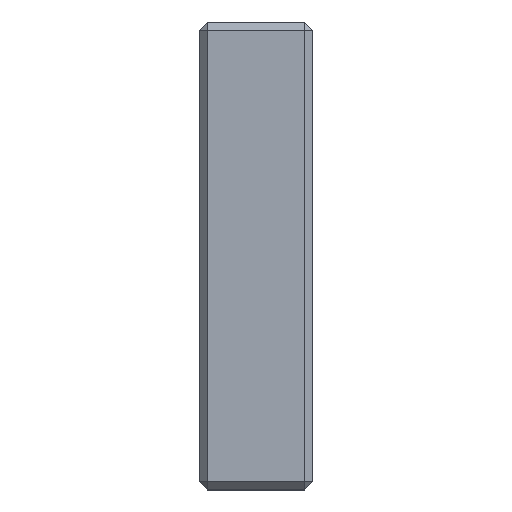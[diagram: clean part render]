
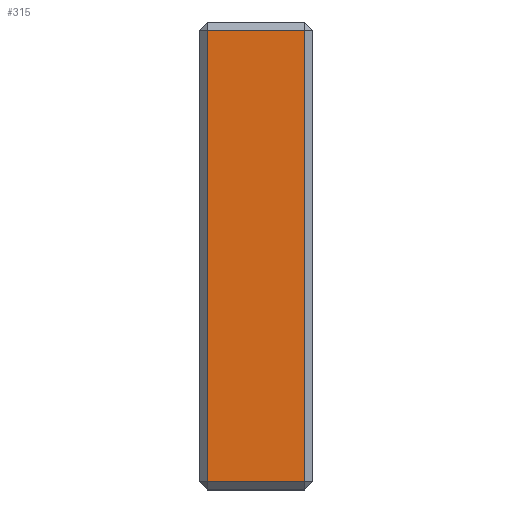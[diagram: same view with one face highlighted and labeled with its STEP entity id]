
A CAD part, left-side view. The second image highlights one B-rep face of the part: STEP entity #315.
In plain terms, the highlighted planar face has unit normal (-1, 0, 0).
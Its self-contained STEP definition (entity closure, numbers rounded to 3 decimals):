
#118 = VECTOR ( 'NONE', #744, 1000. ) ;
#315 = ADVANCED_FACE ( 'NONE', ( #2030 ), #1869, .F. ) ;
#478 = CARTESIAN_POINT ( 'NONE',  ( -270., -12., 57.5 ) ) ;
#513 = ORIENTED_EDGE ( 'NONE', *, *, #1812, .T. ) ;
#611 = ORIENTED_EDGE ( 'NONE', *, *, #2079, .T. ) ;
#664 = VECTOR ( 'NONE', #924, 1000. ) ;
#744 = DIRECTION ( 'NONE',  ( 0., 0., -1. ) ) ;
#773 = VERTEX_POINT ( 'NONE', #1701 ) ;
#815 = DIRECTION ( 'NONE',  ( 0., 0., -1. ) ) ;
#924 = DIRECTION ( 'NONE',  ( 0., 0., 1. ) ) ;
#939 = CARTESIAN_POINT ( 'NONE',  ( -270., 12., 55.5 ) ) ;
#963 = CARTESIAN_POINT ( 'NONE',  ( -270., 14., 55.5 ) ) ;
#983 = LINE ( 'NONE', #2172, #1001 ) ;
#1001 = VECTOR ( 'NONE', #1611, 1000. ) ;
#1091 = AXIS2_PLACEMENT_3D ( 'NONE', #1221, #1832, #815 ) ;
#1157 = EDGE_CURVE ( 'NONE', #773, #1824, #983, .T. ) ;
#1201 = EDGE_CURVE ( 'NONE', #1321, #773, #1261, .T. ) ;
#1221 = CARTESIAN_POINT ( 'NONE',  ( -270., 14., 57.5 ) ) ;
#1249 = CARTESIAN_POINT ( 'NONE',  ( -270., -12., -55.5 ) ) ;
#1261 = LINE ( 'NONE', #1454, #118 ) ;
#1309 = CARTESIAN_POINT ( 'NONE',  ( -270., -12., 55.5 ) ) ;
#1321 = VERTEX_POINT ( 'NONE', #939 ) ;
#1401 = DIRECTION ( 'NONE',  ( 0., 1., 0. ) ) ;
#1454 = CARTESIAN_POINT ( 'NONE',  ( -270., 12., -57.5 ) ) ;
#1611 = DIRECTION ( 'NONE',  ( 0., -1., 0. ) ) ;
#1701 = CARTESIAN_POINT ( 'NONE',  ( -270., 12., -55.5 ) ) ;
#1812 = EDGE_CURVE ( 'NONE', #1904, #1321, #2144, .T. ) ;
#1824 = VERTEX_POINT ( 'NONE', #1249 ) ;
#1832 = DIRECTION ( 'NONE',  ( 1., 0., 0. ) ) ;
#1869 = PLANE ( 'NONE',  #1091 ) ;
#1904 = VERTEX_POINT ( 'NONE', #1309 ) ;
#1940 = LINE ( 'NONE', #478, #664 ) ;
#2030 = FACE_OUTER_BOUND ( 'NONE', #2100, .T. ) ;
#2079 = EDGE_CURVE ( 'NONE', #1824, #1904, #1940, .T. ) ;
#2100 = EDGE_LOOP ( 'NONE', ( #2139, #2262, #611, #513 ) ) ;
#2139 = ORIENTED_EDGE ( 'NONE', *, *, #1201, .T. ) ;
#2144 = LINE ( 'NONE', #963, #2330 ) ;
#2172 = CARTESIAN_POINT ( 'NONE',  ( -270., 14., -55.5 ) ) ;
#2262 = ORIENTED_EDGE ( 'NONE', *, *, #1157, .T. ) ;
#2330 = VECTOR ( 'NONE', #1401, 1000. ) ;
